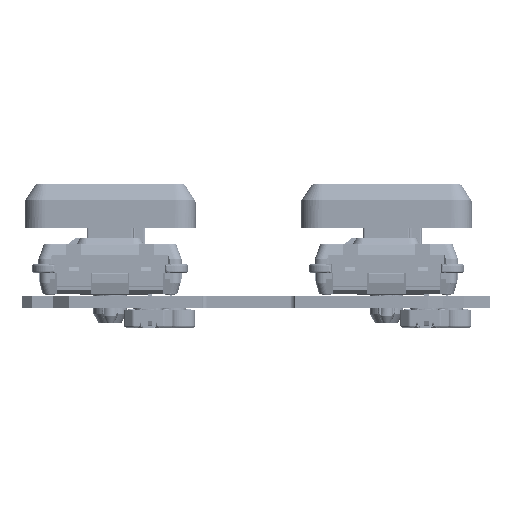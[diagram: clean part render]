
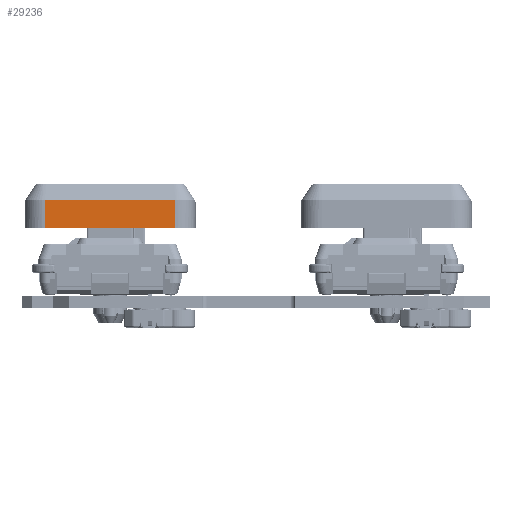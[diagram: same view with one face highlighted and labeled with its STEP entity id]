
A CAD part, left-side view. The second image highlights one B-rep face of the part: STEP entity #29236.
In plain terms, the highlighted planar face has unit normal (-1, 0, 0).
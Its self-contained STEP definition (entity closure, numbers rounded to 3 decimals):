
#28804 = EDGE_CURVE('',#28805,#28807,#28809,.T.);
#28805 = VERTEX_POINT('',#28806);
#28806 = CARTESIAN_POINT('',(-8.25,-6.25,0.));
#28807 = VERTEX_POINT('',#28808);
#28808 = CARTESIAN_POINT('',(-8.25,6.25,0.));
#28809 = LINE('',#28810,#28811);
#28810 = CARTESIAN_POINT('',(-8.25,-8.25,0.));
#28811 = VECTOR('',#28812,1.);
#28812 = DIRECTION('',(0.,1.,0.));
#29236 = ADVANCED_FACE('',(#29237),#29271,.T.);
#29237 = FACE_BOUND('',#29238,.T.);
#29238 = EDGE_LOOP('',(#29239,#29247,#29248,#29256));
#29239 = ORIENTED_EDGE('',*,*,#29240,.F.);
#29240 = EDGE_CURVE('',#28807,#29241,#29243,.T.);
#29241 = VERTEX_POINT('',#29242);
#29242 = CARTESIAN_POINT('',(-8.25,6.25,2.678));
#29243 = LINE('',#29244,#29245);
#29244 = CARTESIAN_POINT('',(-8.25,6.25,0.));
#29245 = VECTOR('',#29246,1.);
#29246 = DIRECTION('',(0.,0.,1.));
#29247 = ORIENTED_EDGE('',*,*,#28804,.F.);
#29248 = ORIENTED_EDGE('',*,*,#29249,.T.);
#29249 = EDGE_CURVE('',#28805,#29250,#29252,.T.);
#29250 = VERTEX_POINT('',#29251);
#29251 = CARTESIAN_POINT('',(-8.25,-6.25,2.678));
#29252 = LINE('',#29253,#29254);
#29253 = CARTESIAN_POINT('',(-8.25,-6.25,0.));
#29254 = VECTOR('',#29255,1.);
#29255 = DIRECTION('',(0.,0.,1.));
#29256 = ORIENTED_EDGE('',*,*,#29257,.T.);
#29257 = EDGE_CURVE('',#29250,#29241,#29258,.T.);
#29258 = B_SPLINE_CURVE_WITH_KNOTS('',11,(#29259,#29260,#29261,#29262,
    #29263,#29264,#29265,#29266,#29267,#29268,#29269,#29270),
  .UNSPECIFIED.,.F.,.F.,(12,12),(8.282,23.24),
  .PIECEWISE_BEZIER_KNOTS.);
#29259 = CARTESIAN_POINT('',(-8.25,-6.25,2.678));
#29260 = CARTESIAN_POINT('',(-8.25,-5.099,2.668));
#29261 = CARTESIAN_POINT('',(-8.25,-3.97,
    2.674));
#29262 = CARTESIAN_POINT('',(-8.25,-2.827,
    2.674));
#29263 = CARTESIAN_POINT('',(-8.25,-1.706,
    2.68));
#29264 = CARTESIAN_POINT('',(-8.25,-0.561,
    2.677));
#29265 = CARTESIAN_POINT('',(-8.25,0.561,
    2.677));
#29266 = CARTESIAN_POINT('',(-8.25,1.706,
    2.68));
#29267 = CARTESIAN_POINT('',(-8.25,2.827,
    2.674));
#29268 = CARTESIAN_POINT('',(-8.25,3.97,
    2.674));
#29269 = CARTESIAN_POINT('',(-8.25,5.099,2.668));
#29270 = CARTESIAN_POINT('',(-8.25,6.25,2.678));
#29271 = PLANE('',#29272);
#29272 = AXIS2_PLACEMENT_3D('',#29273,#29274,#29275);
#29273 = CARTESIAN_POINT('',(-8.25,0.,2.089));
#29274 = DIRECTION('',(-1.,0.,0.));
#29275 = DIRECTION('',(0.,0.,-1.));
